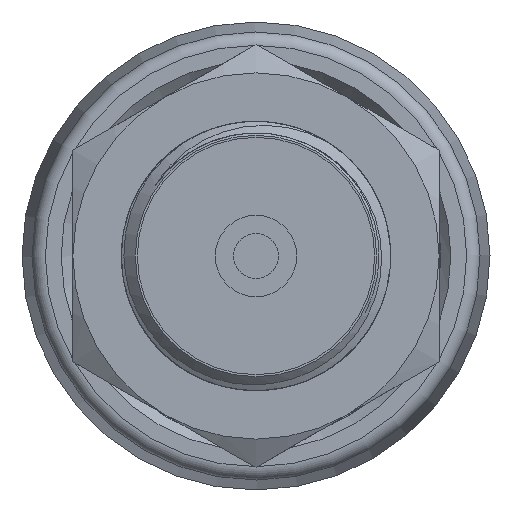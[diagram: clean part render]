
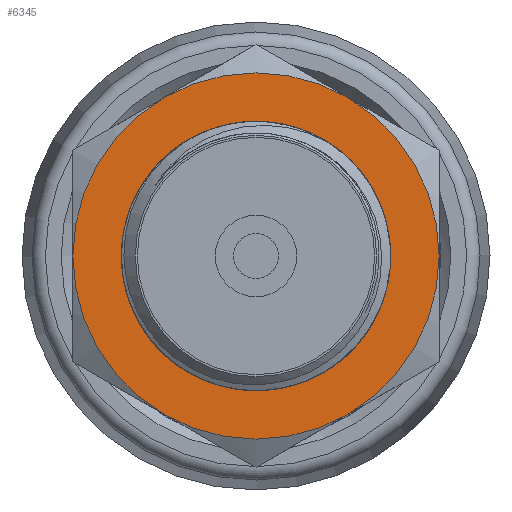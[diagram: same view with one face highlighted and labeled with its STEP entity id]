
A CAD part, left-side view. The second image highlights one B-rep face of the part: STEP entity #6345.
In plain terms, the highlighted face is planar.
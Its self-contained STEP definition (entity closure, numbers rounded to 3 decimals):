
#824=FACE_BOUND('',#2340,.T.);
#1589=PLANE('',#6631);
#1946=FACE_OUTER_BOUND('',#2339,.T.);
#2339=EDGE_LOOP('',(#5946));
#2340=EDGE_LOOP('',(#5947));
#2466=CIRCLE('',#6630,13.5);
#2467=CIRCLE('',#6632,9.9);
#3101=VERTEX_POINT('',#20142);
#3102=VERTEX_POINT('',#20146);
#4053=EDGE_CURVE('',#3101,#3101,#2466,.T.);
#4055=EDGE_CURVE('',#3102,#3102,#2467,.T.);
#5946=ORIENTED_EDGE('',*,*,#4053,.T.);
#5947=ORIENTED_EDGE('',*,*,#4055,.F.);
#6345=ADVANCED_FACE('',(#1946,#824),#1589,.T.);
#6630=AXIS2_PLACEMENT_3D('',#20143,#7408,#7409);
#6631=AXIS2_PLACEMENT_3D('',#20145,#7411,#7412);
#6632=AXIS2_PLACEMENT_3D('',#20147,#7413,#7414);
#7408=DIRECTION('center_axis',(1.,0.,0.));
#7409=DIRECTION('ref_axis',(0.,0.,-1.));
#7411=DIRECTION('center_axis',(1.,0.,0.));
#7412=DIRECTION('ref_axis',(0.,0.,-1.));
#7413=DIRECTION('center_axis',(1.,0.,0.));
#7414=DIRECTION('ref_axis',(0.,0.,-1.));
#20142=CARTESIAN_POINT('',(-23.,-13.5,0.));
#20143=CARTESIAN_POINT('Origin',(-23.,0.,0.));
#20145=CARTESIAN_POINT('Origin',(-23.,9.9,0.));
#20146=CARTESIAN_POINT('',(-23.,0.,9.9));
#20147=CARTESIAN_POINT('Origin',(-23.,0.,0.));
